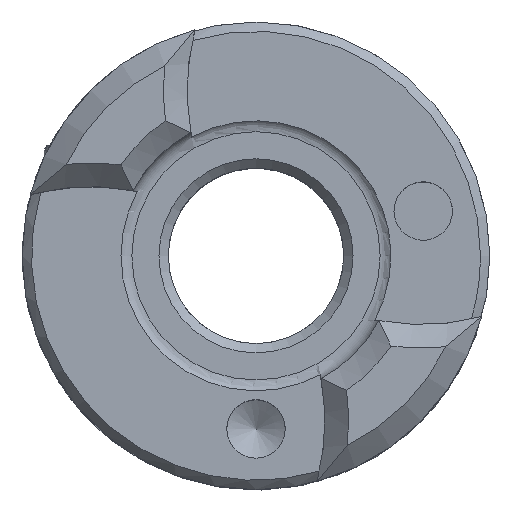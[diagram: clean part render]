
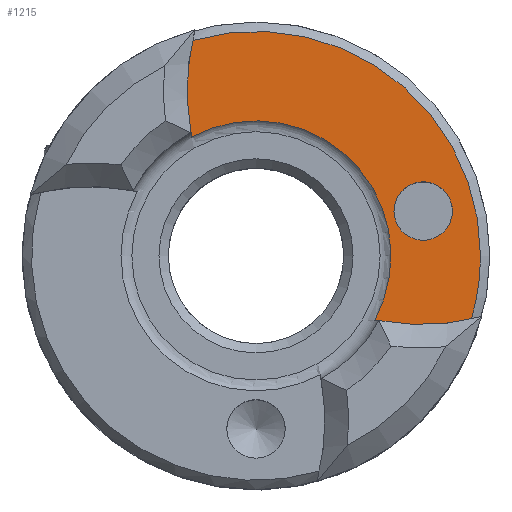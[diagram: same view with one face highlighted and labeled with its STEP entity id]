
A CAD part, top view. The second image highlights one B-rep face of the part: STEP entity #1215.
In plain terms, the highlighted planar face has unit normal (0, 0, 1).
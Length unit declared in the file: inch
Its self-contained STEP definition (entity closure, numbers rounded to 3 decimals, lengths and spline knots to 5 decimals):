
#28=PLANE('',#1413);
#79=FACE_BOUND('',#178,.T.);
#106=FACE_OUTER_BOUND('',#177,.T.);
#177=EDGE_LOOP('',(#935,#936,#937,#938,#939));
#178=EDGE_LOOP('',(#940,#941));
#407=CIRCLE('',#1357,0.48);
#411=CIRCLE('',#1361,0.48);
#421=CIRCLE('',#1375,0.501);
#426=CIRCLE('',#1382,0.0625);
#427=CIRCLE('',#1383,0.0625);
#443=CIRCLE('',#1405,0.28864);
#449=CIRCLE('',#1414,0.501);
#518=VERTEX_POINT('',#2135);
#519=VERTEX_POINT('',#2137);
#522=VERTEX_POINT('',#2143);
#534=VERTEX_POINT('',#2174);
#543=VERTEX_POINT('',#2212);
#544=VERTEX_POINT('',#2214);
#563=VERTEX_POINT('',#2269);
#650=EDGE_CURVE('',#519,#518,#407,.T.);
#654=EDGE_CURVE('',#518,#522,#411,.T.);
#669=EDGE_CURVE('',#522,#534,#421,.T.);
#680=EDGE_CURVE('',#543,#544,#426,.T.);
#681=EDGE_CURVE('',#544,#543,#427,.T.);
#704=EDGE_CURVE('',#534,#563,#443,.T.);
#712=EDGE_CURVE('',#563,#519,#449,.T.);
#935=ORIENTED_EDGE('',*,*,#669,.T.);
#936=ORIENTED_EDGE('',*,*,#704,.T.);
#937=ORIENTED_EDGE('',*,*,#712,.T.);
#938=ORIENTED_EDGE('',*,*,#650,.T.);
#939=ORIENTED_EDGE('',*,*,#654,.T.);
#940=ORIENTED_EDGE('',*,*,#681,.F.);
#941=ORIENTED_EDGE('',*,*,#680,.F.);
#1215=ADVANCED_FACE('',(#106,#79),#28,.T.);
#1357=AXIS2_PLACEMENT_3D('',#2138,#1552,#1553);
#1361=AXIS2_PLACEMENT_3D('',#2145,#1560,#1561);
#1375=AXIS2_PLACEMENT_3D('',#2183,#1592,#1593);
#1382=AXIS2_PLACEMENT_3D('',#2215,#1609,#1610);
#1383=AXIS2_PLACEMENT_3D('',#2216,#1611,#1612);
#1405=AXIS2_PLACEMENT_3D('',#2278,#1660,#1661);
#1413=AXIS2_PLACEMENT_3D('',#2298,#1677,#1678);
#1414=AXIS2_PLACEMENT_3D('',#2299,#1679,#1680);
#1552=DIRECTION('center_axis',(0.,0.,1.));
#1553=DIRECTION('ref_axis',(1.,0.,0.));
#1560=DIRECTION('center_axis',(0.,0.,1.));
#1561=DIRECTION('ref_axis',(1.,0.,0.));
#1592=DIRECTION('center_axis',(0.,0.,1.));
#1593=DIRECTION('ref_axis',(1.,0.,0.));
#1609=DIRECTION('center_axis',(0.,0.,1.));
#1610=DIRECTION('ref_axis',(1.,0.,0.));
#1611=DIRECTION('center_axis',(0.,0.,1.));
#1612=DIRECTION('ref_axis',(1.,0.,0.));
#1660=DIRECTION('center_axis',(0.,0.,-1.));
#1661=DIRECTION('ref_axis',(1.,0.,0.));
#1677=DIRECTION('center_axis',(0.,0.,1.));
#1678=DIRECTION('ref_axis',(1.,0.,0.));
#1679=DIRECTION('center_axis',(0.,0.,1.));
#1680=DIRECTION('ref_axis',(1.,0.,0.));
#2135=CARTESIAN_POINT('',(0.48,0.,0.467));
#2137=CARTESIAN_POINT('',(0.46035,-0.13593,0.467));
#2138=CARTESIAN_POINT('Origin',(0.,0.,0.467));
#2143=CARTESIAN_POINT('',(-0.13593,0.46035,0.467));
#2145=CARTESIAN_POINT('Origin',(0.,0.,0.467));
#2174=CARTESIAN_POINT('',(-0.13742,0.25383,0.467));
#2183=CARTESIAN_POINT('Origin',(0.35355,0.35355,0.467));
#2212=CARTESIAN_POINT('',(0.29489,0.09576,0.467));
#2214=CARTESIAN_POINT('',(0.41989,0.09576,0.467));
#2215=CARTESIAN_POINT('Origin',(0.35739,0.09576,0.467));
#2216=CARTESIAN_POINT('Origin',(0.35739,0.09576,0.467));
#2269=CARTESIAN_POINT('',(0.25383,-0.13742,0.467));
#2278=CARTESIAN_POINT('Origin',(0.,0.,0.467));
#2298=CARTESIAN_POINT('Origin',(0.,0.,0.467));
#2299=CARTESIAN_POINT('Origin',(0.35355,0.35355,0.467));
